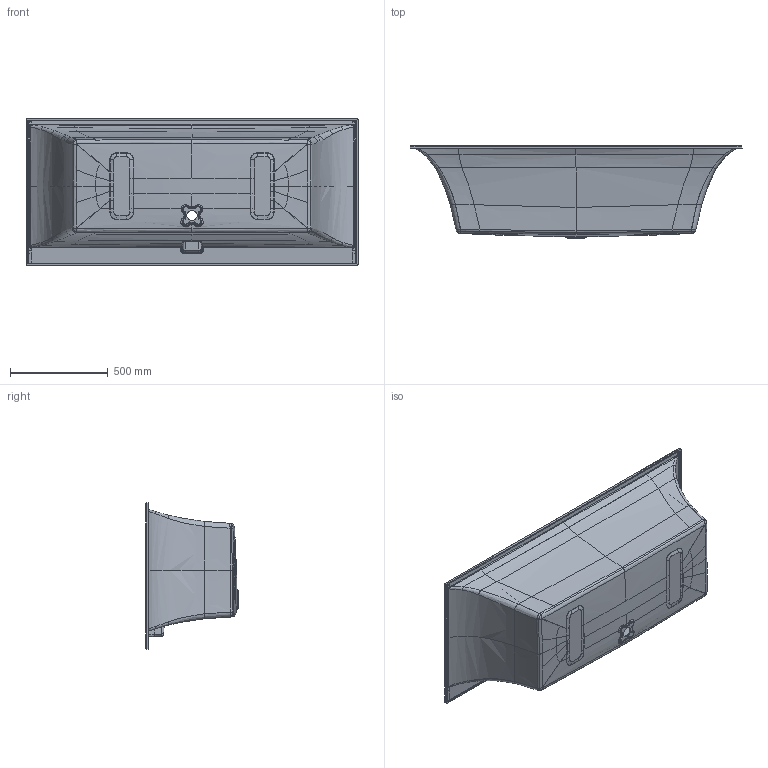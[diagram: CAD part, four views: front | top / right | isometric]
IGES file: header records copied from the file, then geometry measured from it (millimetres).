
Start section:  PTC IGES file: Squaro_Edge_12_170x75.igs
Global section: file name: Squaro_Edge_12_170x75.igs; native system: Creo Parametric by Parametric Technology Corporation; preprocessor: 2012480; author: radixh; organization: Unknown; date: 20130313.113713; units: millimetre
Bounding box: 1700 x 471.5 x 750 mm (x, y, z)
Volume: 25413526.2 mm3; surface area: 5154629.5 mm2
Topology: 1 solids, 1 shells, 648 faces, 1480 edges, 838 vertices
Faces by surface type: bspline 563, revolution 77, extrusion 8
